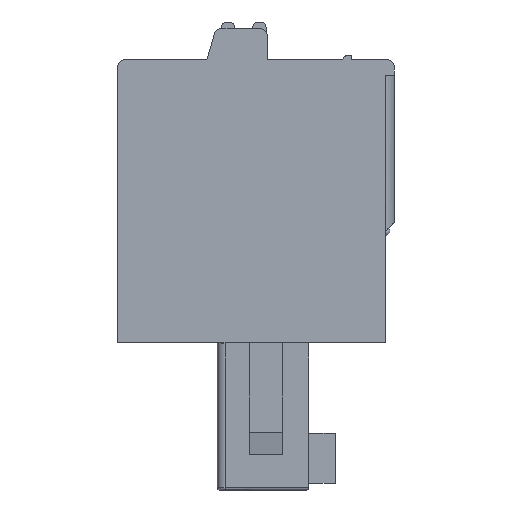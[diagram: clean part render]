
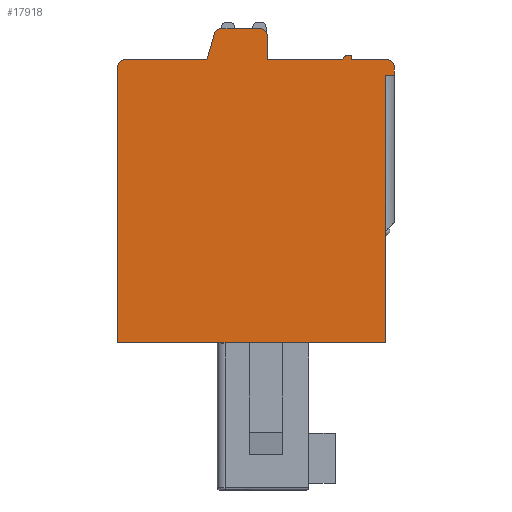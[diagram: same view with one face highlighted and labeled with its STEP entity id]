
A CAD part, front view. The second image highlights one B-rep face of the part: STEP entity #17918.
In plain terms, the highlighted planar face has unit normal (0, -1, 0).
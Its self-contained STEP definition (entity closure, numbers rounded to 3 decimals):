
#1569=DIRECTION('',(0.,0.,-1.));
#1570=VECTOR('',#1569,0.4);
#1571=CARTESIAN_POINT('',(5.75,-19.445,12.4));
#1572=LINE('',#1571,#1570);
#1573=DIRECTION('',(1.,0.,0.));
#1574=VECTOR('',#1573,0.4);
#1575=CARTESIAN_POINT('',(5.35,-19.445,12.));
#1576=LINE('',#1575,#1574);
#1577=DIRECTION('',(0.,0.,1.));
#1578=VECTOR('',#1577,12.);
#1579=CARTESIAN_POINT('',(5.35,-19.445,0.));
#1580=LINE('',#1579,#1578);
#1581=DIRECTION('',(-1.,0.,0.));
#1582=VECTOR('',#1581,12.);
#1583=CARTESIAN_POINT('',(5.35,-19.445,0.));
#1584=LINE('',#1583,#1582);
#1585=DIRECTION('',(0.,0.,1.));
#1586=VECTOR('',#1585,12.4);
#1587=CARTESIAN_POINT('',(-6.65,-19.445,0.));
#1588=LINE('',#1587,#1586);
#1589=CARTESIAN_POINT('',(-6.35,-19.445,12.4));
#1590=DIRECTION('',(0.,-1.,0.));
#1591=DIRECTION('',(0.,0.,1.));
#1592=AXIS2_PLACEMENT_3D('',#1589,#1590,#1591);
#1594=DIRECTION('',(1.,0.,0.));
#1595=VECTOR('',#1594,3.7);
#1596=CARTESIAN_POINT('',(-6.35,-19.445,12.7));
#1597=LINE('',#1596,#1595);
#1598=DIRECTION('',(0.275,0.,0.962));
#1599=VECTOR('',#1598,1.23);
#1600=CARTESIAN_POINT('',(-2.65,-19.445,12.7));
#1601=LINE('',#1600,#1599);
#1602=CARTESIAN_POINT('',(-2.024,-19.445,13.8));
#1603=DIRECTION('',(0.,-1.,0.));
#1604=DIRECTION('',(0.,0.,1.));
#1605=AXIS2_PLACEMENT_3D('',#1602,#1603,#1604);
#1607=DIRECTION('',(1.,0.,0.));
#1608=VECTOR('',#1607,1.774);
#1609=CARTESIAN_POINT('',(-2.024,-19.445,14.1));
#1610=LINE('',#1609,#1608);
#1611=CARTESIAN_POINT('',(-0.25,-19.445,13.8));
#1612=DIRECTION('',(0.,-1.,0.));
#1613=DIRECTION('',(1.,0.,0.));
#1614=AXIS2_PLACEMENT_3D('',#1611,#1612,#1613);
#1616=DIRECTION('',(0.,0.,-1.));
#1617=VECTOR('',#1616,1.1);
#1618=CARTESIAN_POINT('',(0.05,-19.445,13.8));
#1619=LINE('',#1618,#1617);
#1620=DIRECTION('',(1.,0.,0.));
#1621=VECTOR('',#1620,3.4);
#1622=CARTESIAN_POINT('',(0.05,-19.445,12.7));
#1623=LINE('',#1622,#1621);
#1624=CARTESIAN_POINT('',(3.65,-19.445,12.7));
#1625=DIRECTION('',(0.,-1.,0.));
#1626=DIRECTION('',(0.,0.,1.));
#1627=AXIS2_PLACEMENT_3D('',#1624,#1625,#1626);
#1629=DIRECTION('',(1.,0.,0.));
#1630=VECTOR('',#1629,0.2);
#1631=CARTESIAN_POINT('',(3.65,-19.445,12.9));
#1632=LINE('',#1631,#1630);
#1633=DIRECTION('',(0.,0.,-1.));
#1634=VECTOR('',#1633,0.2);
#1635=CARTESIAN_POINT('',(3.85,-19.445,12.9));
#1636=LINE('',#1635,#1634);
#1637=DIRECTION('',(1.,0.,0.));
#1638=VECTOR('',#1637,1.6);
#1639=CARTESIAN_POINT('',(3.85,-19.445,12.7));
#1640=LINE('',#1639,#1638);
#1641=CARTESIAN_POINT('',(5.45,-19.445,12.4));
#1642=DIRECTION('',(0.,1.,0.));
#1643=DIRECTION('',(0.,0.,1.));
#1644=AXIS2_PLACEMENT_3D('',#1641,#1642,#1643);
#15760=CARTESIAN_POINT('',(5.75,-19.445,12.4));
#15761=CARTESIAN_POINT('',(5.75,-19.445,12.));
#15762=VERTEX_POINT('',#15760);
#15763=VERTEX_POINT('',#15761);
#15764=CARTESIAN_POINT('',(5.35,-19.445,0.));
#15765=CARTESIAN_POINT('',(-6.65,-19.445,0.));
#15766=VERTEX_POINT('',#15764);
#15767=VERTEX_POINT('',#15765);
#15768=CARTESIAN_POINT('',(-6.65,-19.445,12.4));
#15769=VERTEX_POINT('',#15768);
#15770=CARTESIAN_POINT('',(-6.35,-19.445,12.7));
#15771=CARTESIAN_POINT('',(-2.65,-19.445,12.7));
#15772=VERTEX_POINT('',#15770);
#15773=VERTEX_POINT('',#15771);
#15774=CARTESIAN_POINT('',(0.05,-19.445,12.7));
#15775=CARTESIAN_POINT('',(3.45,-19.445,12.7));
#15776=VERTEX_POINT('',#15774);
#15777=VERTEX_POINT('',#15775);
#15778=CARTESIAN_POINT('',(3.85,-19.445,12.7));
#15779=CARTESIAN_POINT('',(5.45,-19.445,12.7));
#15780=VERTEX_POINT('',#15778);
#15781=VERTEX_POINT('',#15779);
#15782=CARTESIAN_POINT('',(5.35,-19.445,12.));
#15783=VERTEX_POINT('',#15782);
#15784=CARTESIAN_POINT('',(3.65,-19.445,12.9));
#15785=CARTESIAN_POINT('',(3.85,-19.445,12.9));
#15786=VERTEX_POINT('',#15784);
#15787=VERTEX_POINT('',#15785);
#15788=CARTESIAN_POINT('',(-2.312,-19.445,13.882));
#15789=VERTEX_POINT('',#15788);
#15790=CARTESIAN_POINT('',(-2.024,-19.445,14.1));
#15791=CARTESIAN_POINT('',(-0.25,-19.445,14.1));
#15792=VERTEX_POINT('',#15790);
#15793=VERTEX_POINT('',#15791);
#15794=CARTESIAN_POINT('',(0.05,-19.445,13.8));
#15795=VERTEX_POINT('',#15794);
#17880=CARTESIAN_POINT('',(-13.,-19.445,16.376));
#17881=DIRECTION('',(0.,-1.,0.));
#17882=DIRECTION('',(0.,0.,-1.));
#17883=AXIS2_PLACEMENT_3D('',#17880,#17881,#17882);
#17884=PLANE('',#17883);
#17885=ORIENTED_EDGE('',*,*,#16061,.T.);
#17886=ORIENTED_EDGE('',*,*,#16087,.F.);
#17887=ORIENTED_EDGE('',*,*,#16223,.F.);
#17889=ORIENTED_EDGE('',*,*,#17888,.T.);
#17890=ORIENTED_EDGE('',*,*,#16657,.T.);
#17892=ORIENTED_EDGE('',*,*,#17891,.F.);
#17894=ORIENTED_EDGE('',*,*,#17893,.T.);
#17896=ORIENTED_EDGE('',*,*,#17895,.T.);
#17898=ORIENTED_EDGE('',*,*,#17897,.F.);
#17900=ORIENTED_EDGE('',*,*,#17899,.T.);
#17901=ORIENTED_EDGE('',*,*,#17870,.F.);
#17903=ORIENTED_EDGE('',*,*,#17902,.T.);
#17905=ORIENTED_EDGE('',*,*,#17904,.T.);
#17907=ORIENTED_EDGE('',*,*,#17906,.F.);
#17909=ORIENTED_EDGE('',*,*,#17908,.T.);
#17911=ORIENTED_EDGE('',*,*,#17910,.T.);
#17913=ORIENTED_EDGE('',*,*,#17912,.T.);
#17915=ORIENTED_EDGE('',*,*,#17914,.T.);
#17916=EDGE_LOOP('',(#17885,#17886,#17887,#17889,#17890,#17892,#17894,#17896,
#17898,#17900,#17901,#17903,#17905,#17907,#17909,#17911,#17913,#17915));
#17917=FACE_OUTER_BOUND('',#17916,.F.);
#17918=ADVANCED_FACE('',(#17917),#17884,.T.);
#1593=CIRCLE('',#1592,0.3);
#1606=CIRCLE('',#1605,0.3);
#1615=CIRCLE('',#1614,0.3);
#1628=CIRCLE('',#1627,0.2);
#1645=CIRCLE('',#1644,0.3);
#16061=EDGE_CURVE('',#15762,#15763,#1572,.T.);
#16087=EDGE_CURVE('',#15783,#15763,#1576,.T.);
#16223=EDGE_CURVE('',#15766,#15783,#1580,.T.);
#16657=EDGE_CURVE('',#15767,#15769,#1588,.T.);
#17870=EDGE_CURVE('',#15795,#15793,#1615,.T.);
#17888=EDGE_CURVE('',#15766,#15767,#1584,.T.);
#17891=EDGE_CURVE('',#15772,#15769,#1593,.T.);
#17893=EDGE_CURVE('',#15772,#15773,#1597,.T.);
#17895=EDGE_CURVE('',#15773,#15789,#1601,.T.);
#17897=EDGE_CURVE('',#15792,#15789,#1606,.T.);
#17899=EDGE_CURVE('',#15792,#15793,#1610,.T.);
#17902=EDGE_CURVE('',#15795,#15776,#1619,.T.);
#17904=EDGE_CURVE('',#15776,#15777,#1623,.T.);
#17906=EDGE_CURVE('',#15786,#15777,#1628,.T.);
#17908=EDGE_CURVE('',#15786,#15787,#1632,.T.);
#17910=EDGE_CURVE('',#15787,#15780,#1636,.T.);
#17912=EDGE_CURVE('',#15780,#15781,#1640,.T.);
#17914=EDGE_CURVE('',#15781,#15762,#1645,.T.);
